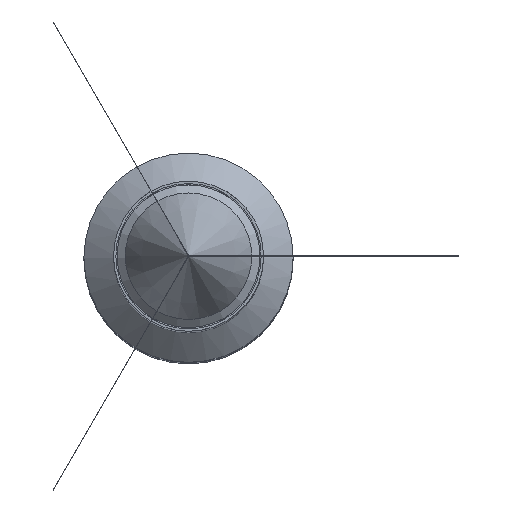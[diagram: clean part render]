
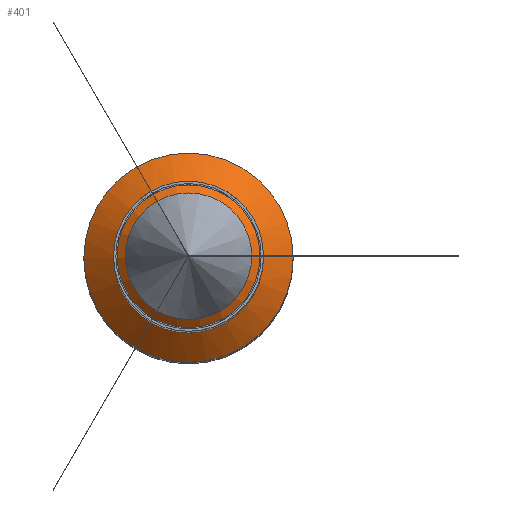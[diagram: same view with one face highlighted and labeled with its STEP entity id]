
A CAD part, top view. The second image highlights one B-rep face of the part: STEP entity #401.
In plain terms, the highlighted conical face has half-angle 49.289 degrees and reference radius 868.269 mm.
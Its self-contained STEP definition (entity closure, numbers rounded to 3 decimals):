
#401 = ADVANCED_FACE('',(#402),#422,.T.);
#402 = FACE_BOUND('',#403,.T.);
#403 = EDGE_LOOP('',(#404,#414,#421));
#404 = ORIENTED_EDGE('',*,*,#405,.F.);
#405 = EDGE_CURVE('',#406,#408,#410,.T.);
#406 = VERTEX_POINT('',#407);
#407 = CARTESIAN_POINT('',(868.269,0.,0.));
#408 = VERTEX_POINT('',#409);
#409 = CARTESIAN_POINT('',(0.,0.,
    747.107));
#410 = LINE('',#411,#412);
#411 = CARTESIAN_POINT('',(868.269,0.,0.));
#412 = VECTOR('',#413,1.);
#413 = DIRECTION('',(-0.758,0.,0.652)
  );
#414 = ORIENTED_EDGE('',*,*,#415,.T.);
#415 = EDGE_CURVE('',#406,#406,#416,.T.);
#416 = CIRCLE('',#417,868.269);
#417 = AXIS2_PLACEMENT_3D('',#418,#419,#420);
#418 = CARTESIAN_POINT('',(0.,0.,0.));
#419 = DIRECTION('',(0.,0.,1.));
#420 = DIRECTION('',(1.,0.,-0.));
#421 = ORIENTED_EDGE('',*,*,#405,.T.);
#422 = CONICAL_SURFACE('',#423,868.269,0.86);
#423 = AXIS2_PLACEMENT_3D('',#424,#425,#426);
#424 = CARTESIAN_POINT('',(0.,0.,0.));
#425 = DIRECTION('',(-0.,-0.,-1.));
#426 = DIRECTION('',(1.,0.,-0.));
